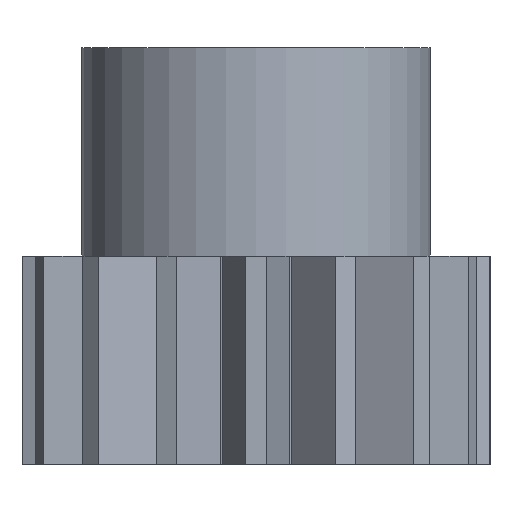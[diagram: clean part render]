
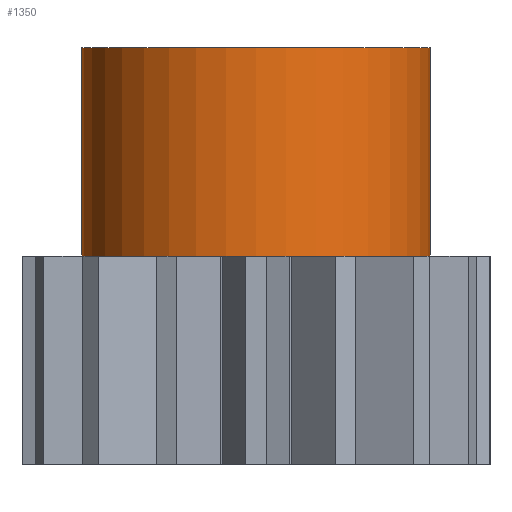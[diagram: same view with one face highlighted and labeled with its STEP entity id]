
A CAD part, front view. The second image highlights one B-rep face of the part: STEP entity #1350.
In plain terms, the highlighted cylindrical face has radius 5.321 mm (diameter 10.643 mm), a partial arc.
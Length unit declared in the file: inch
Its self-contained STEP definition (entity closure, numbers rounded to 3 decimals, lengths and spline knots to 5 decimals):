
#242 = DIRECTION ( 'NONE',  ( 0., 0., 1. ) ) ;
#309 = CIRCLE ( 'NONE', #792, 0.2095 ) ;
#475 = CARTESIAN_POINT ( 'NONE',  ( 0.2095, 0., 0.375 ) ) ;
#484 = CARTESIAN_POINT ( 'NONE',  ( 0.2095, 0., 0.375 ) ) ;
#593 = ORIENTED_EDGE ( 'NONE', *, *, #805, .T. ) ;
#792 = AXIS2_PLACEMENT_3D ( 'NONE', #1486, #242, #1677 ) ;
#805 = EDGE_CURVE ( 'NONE', #1628, #1941, #2234, .T. ) ;
#809 = EDGE_CURVE ( 'NONE', #829, #2034, #2508, .T. ) ;
#829 = VERTEX_POINT ( 'NONE', #484 ) ;
#872 = VECTOR ( 'NONE', #1100, 39.37008 ) ;
#894 = CARTESIAN_POINT ( 'NONE',  ( -0.2095, 0., 0.375 ) ) ;
#904 = DIRECTION ( 'NONE',  ( 0., 0., -1. ) ) ;
#963 = CARTESIAN_POINT ( 'NONE',  ( 0., 0., 0.125 ) ) ;
#1095 = FACE_OUTER_BOUND ( 'NONE', #2471, .T. ) ;
#1100 = DIRECTION ( 'NONE',  ( 0., 0., -1. ) ) ;
#1104 = ORIENTED_EDGE ( 'NONE', *, *, #1459, .T. ) ;
#1161 = DIRECTION ( 'NONE',  ( 1., 0., 0. ) ) ;
#1301 = DIRECTION ( 'NONE',  ( -1., 0., 0. ) ) ;
#1305 = AXIS2_PLACEMENT_3D ( 'NONE', #963, #2317, #1161 ) ;
#1350 = ADVANCED_FACE ( 'NONE', ( #1095 ), #2546, .T. ) ;
#1408 = VECTOR ( 'NONE', #2437, 39.37008 ) ;
#1459 = EDGE_CURVE ( 'NONE', #1941, #2034, #2340, .T. ) ;
#1486 = CARTESIAN_POINT ( 'NONE',  ( 0., 0., 0.375 ) ) ;
#1610 = ORIENTED_EDGE ( 'NONE', *, *, #2201, .F. ) ;
#1627 = AXIS2_PLACEMENT_3D ( 'NONE', #2446, #904, #1301 ) ;
#1628 = VERTEX_POINT ( 'NONE', #2422 ) ;
#1677 = DIRECTION ( 'NONE',  ( 1., 0., 0. ) ) ;
#1941 = VERTEX_POINT ( 'NONE', #2119 ) ;
#2034 = VERTEX_POINT ( 'NONE', #2495 ) ;
#2119 = CARTESIAN_POINT ( 'NONE',  ( -0.2095, 0., 0.125 ) ) ;
#2201 = EDGE_CURVE ( 'NONE', #1628, #829, #309, .T. ) ;
#2234 = LINE ( 'NONE', #894, #872 ) ;
#2317 = DIRECTION ( 'NONE',  ( 0., 0., 1. ) ) ;
#2340 = CIRCLE ( 'NONE', #1305, 0.2095 ) ;
#2422 = CARTESIAN_POINT ( 'NONE',  ( -0.2095, 0., 0.375 ) ) ;
#2436 = ORIENTED_EDGE ( 'NONE', *, *, #809, .F. ) ;
#2437 = DIRECTION ( 'NONE',  ( 0., 0., -1. ) ) ;
#2446 = CARTESIAN_POINT ( 'NONE',  ( 0., 0., 0.375 ) ) ;
#2471 = EDGE_LOOP ( 'NONE', ( #2436, #1610, #593, #1104 ) ) ;
#2495 = CARTESIAN_POINT ( 'NONE',  ( 0.2095, 0., 0.125 ) ) ;
#2508 = LINE ( 'NONE', #475, #1408 ) ;
#2546 = CYLINDRICAL_SURFACE ( 'NONE', #1627, 0.2095 ) ;
